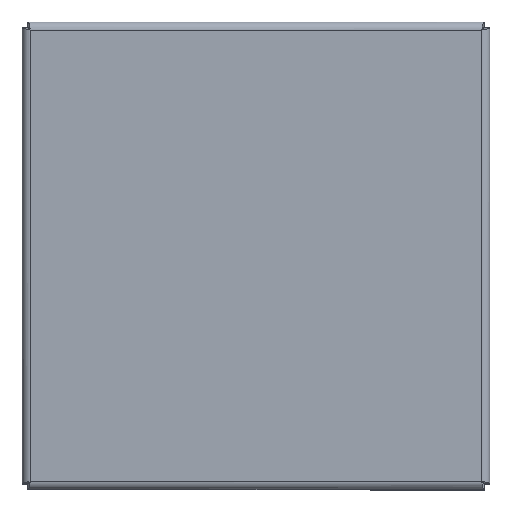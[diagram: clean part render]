
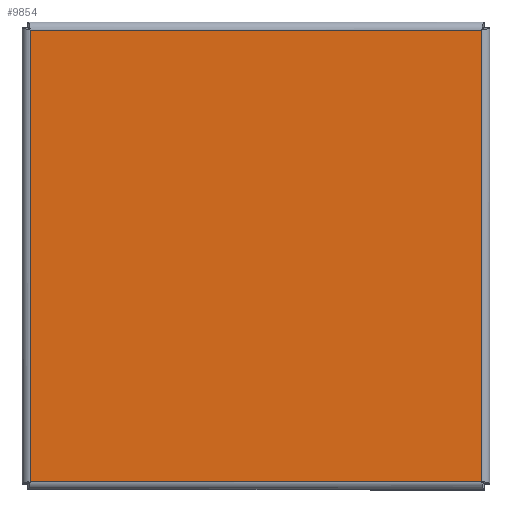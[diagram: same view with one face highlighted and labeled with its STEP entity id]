
A CAD part, top view. The second image highlights one B-rep face of the part: STEP entity #9854.
In plain terms, the highlighted planar face has unit normal (0, 0, 1).
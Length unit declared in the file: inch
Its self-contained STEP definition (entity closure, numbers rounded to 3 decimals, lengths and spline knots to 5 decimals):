
#73 = EDGE_CURVE ( 'NONE', #4183, #4921, #4255, .T. ) ;
#125 = VERTEX_POINT ( 'NONE', #7017 ) ;
#169 = PLANE ( 'NONE',  #9751 ) ;
#301 = ORIENTED_EDGE ( 'NONE', *, *, #73, .T. ) ;
#688 = DIRECTION ( 'NONE',  ( 0., -1., 0. ) ) ;
#722 = EDGE_CURVE ( 'NONE', #125, #6913, #2276, .T. ) ;
#724 = CARTESIAN_POINT ( 'NONE',  ( 0.10525, 4.54113, 0.074 ) ) ;
#732 = LINE ( 'NONE', #5230, #2701 ) ;
#1067 = CARTESIAN_POINT ( 'NONE',  ( 3.0625, 3.0625, 0.074 ) ) ;
#1676 = EDGE_CURVE ( 'NONE', #4921, #125, #732, .T. ) ;
#1918 = DIRECTION ( 'NONE',  ( 1., 0., 0. ) ) ;
#2125 = LINE ( 'NONE', #6926, #10521 ) ;
#2276 = LINE ( 'NONE', #724, #6734 ) ;
#2693 = DIRECTION ( 'NONE',  ( 1., 0., 0. ) ) ;
#2701 = VECTOR ( 'NONE', #4872, 39.37008 ) ;
#2894 = ORIENTED_EDGE ( 'NONE', *, *, #722, .T. ) ;
#2926 = ORIENTED_EDGE ( 'NONE', *, *, #6650, .T. ) ;
#3797 = CARTESIAN_POINT ( 'NONE',  ( 6.01975, 6.01975, 0.074 ) ) ;
#4183 = VERTEX_POINT ( 'NONE', #10275 ) ;
#4255 = LINE ( 'NONE', #4390, #6232 ) ;
#4390 = CARTESIAN_POINT ( 'NONE',  ( 6.01975, 1.58387, 0.074 ) ) ;
#4872 = DIRECTION ( 'NONE',  ( -1., 0., 0. ) ) ;
#4921 = VERTEX_POINT ( 'NONE', #3797 ) ;
#5230 = CARTESIAN_POINT ( 'NONE',  ( 4.54113, 6.01975, 0.074 ) ) ;
#6232 = VECTOR ( 'NONE', #7551, 39.37008 ) ;
#6541 = FACE_OUTER_BOUND ( 'NONE', #9885, .T. ) ;
#6650 = EDGE_CURVE ( 'NONE', #6913, #4183, #2125, .T. ) ;
#6734 = VECTOR ( 'NONE', #688, 39.37008 ) ;
#6913 = VERTEX_POINT ( 'NONE', #7322 ) ;
#6926 = CARTESIAN_POINT ( 'NONE',  ( 1.58387, 0.10525, 0.074 ) ) ;
#6942 = DIRECTION ( 'NONE',  ( 0., 0., 1. ) ) ;
#7017 = CARTESIAN_POINT ( 'NONE',  ( 0.10525, 6.01975, 0.074 ) ) ;
#7322 = CARTESIAN_POINT ( 'NONE',  ( 0.10525, 0.10525, 0.074 ) ) ;
#7551 = DIRECTION ( 'NONE',  ( 0., 1., 0. ) ) ;
#7891 = ORIENTED_EDGE ( 'NONE', *, *, #1676, .T. ) ;
#9751 = AXIS2_PLACEMENT_3D ( 'NONE', #1067, #6942, #1918 ) ;
#9854 = ADVANCED_FACE ( 'NONE', ( #6541 ), #169, .T. ) ;
#9885 = EDGE_LOOP ( 'NONE', ( #301, #7891, #2894, #2926 ) ) ;
#10275 = CARTESIAN_POINT ( 'NONE',  ( 6.01975, 0.10525, 0.074 ) ) ;
#10521 = VECTOR ( 'NONE', #2693, 39.37008 ) ;
